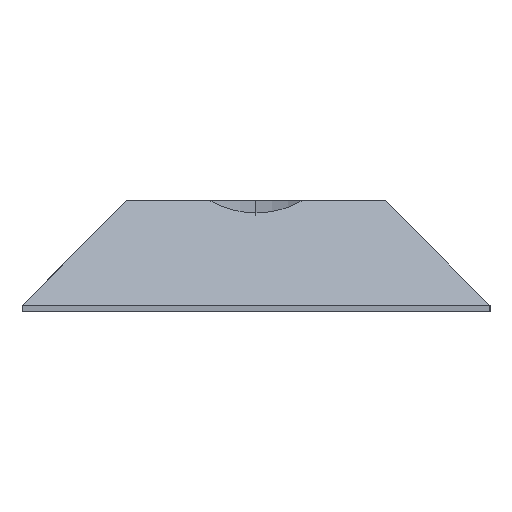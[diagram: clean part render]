
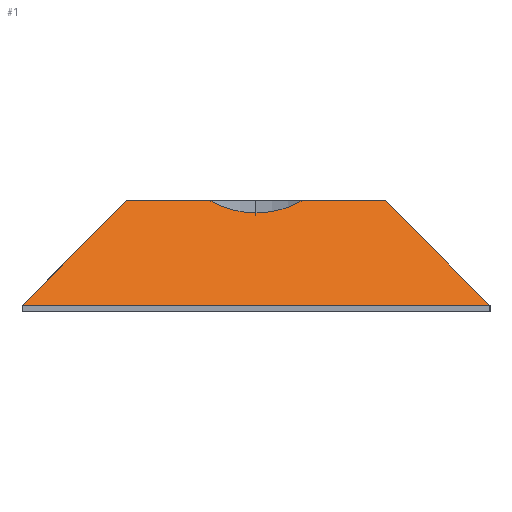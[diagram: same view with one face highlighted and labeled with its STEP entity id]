
A CAD part, left-side view. The second image highlights one B-rep face of the part: STEP entity #1.
In plain terms, the highlighted planar face has unit normal (-0.707, 0, 0.707).
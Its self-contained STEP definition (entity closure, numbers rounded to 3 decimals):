
#1 = ADVANCED_FACE ( 'NONE', ( #1556 ), #1150, .T. ) ;
#28 = AXIS2_PLACEMENT_3D ( 'NONE', #1155, #1240, #1161 ) ;
#40 = CARTESIAN_POINT ( 'NONE',  ( -20., 10.5, 9. ) ) ;
#64 = CARTESIAN_POINT ( 'NONE',  ( -13.333, 3.833, 15.667 ) ) ;
#69 = DIRECTION ( 'NONE',  ( 0.577, -0.577, 0.577 ) ) ;
#178 = VERTEX_POINT ( 'NONE', #1412 ) ;
#190 = CARTESIAN_POINT ( 'NONE',  ( -21., 0., 8. ) ) ;
#207 = DIRECTION ( 'NONE',  ( 0., 1., 0. ) ) ;
#215 = CARTESIAN_POINT ( 'NONE',  ( -28.5, 10.5, 0.5 ) ) ;
#245 = EDGE_CURVE ( 'NONE', #178, #1456, #1535, .T. ) ;
#273 = CARTESIAN_POINT ( 'NONE',  ( -28.5, 19., 0.5 ) ) ;
#346 = ORIENTED_EDGE ( 'NONE', *, *, #245, .F. ) ;
#371 = ORIENTED_EDGE ( 'NONE', *, *, #918, .F. ) ;
#382 = CARTESIAN_POINT ( 'NONE',  ( -20., -3.742, 9. ) ) ;
#384 = CARTESIAN_POINT ( 'NONE',  ( -20.659, -2.597, 8.341 ) ) ;
#408 = ORIENTED_EDGE ( 'NONE', *, *, #851, .F. ) ;
#418 = CARTESIAN_POINT ( 'NONE',  ( -21., 0., 8. ) ) ;
#420 = CARTESIAN_POINT ( 'NONE',  ( -21., -1.321, 8. ) ) ;
#430 = CARTESIAN_POINT ( 'NONE',  ( -20., 3.742, 9. ) ) ;
#506 = EDGE_LOOP ( 'NONE', ( #371, #1059, #408, #774, #1002, #346, #1071 ) ) ;
#525 = EDGE_CURVE ( 'NONE', #987, #1499, #1424, .T. ) ;
#558 = LINE ( 'NONE', #215, #1185 ) ;
#654 = EDGE_CURVE ( 'NONE', #799, #178, #696, .T. ) ;
#683 = DIRECTION ( 'NONE',  ( 0., -1., 0. ) ) ;
#696 =( BOUNDED_CURVE ( )  B_SPLINE_CURVE ( 3, ( #418, #420, #384, #382 ),
 .UNSPECIFIED., .F., .T. ) 
 B_SPLINE_CURVE_WITH_KNOTS ( ( 4, 4 ),
 ( 3.142, 3.664 ),
 .UNSPECIFIED. ) 
 CURVE ( )  GEOMETRIC_REPRESENTATION_ITEM ( )  RATIONAL_B_SPLINE_CURVE ( ( 1., 0.977, 0.977, 1. ) ) 
 REPRESENTATION_ITEM ( '' )  );
#709 = CARTESIAN_POINT ( 'NONE',  ( -21., 1.321, 8. ) ) ;
#743 = CARTESIAN_POINT ( 'NONE',  ( -20., 3.742, 9. ) ) ;
#774 = ORIENTED_EDGE ( 'NONE', *, *, #784, .F. ) ;
#777 = CARTESIAN_POINT ( 'NONE',  ( -21., 0., 8. ) ) ;
#784 = EDGE_CURVE ( 'NONE', #1343, #1306, #558, .T. ) ;
#797 = CARTESIAN_POINT ( 'NONE',  ( -20., -10.5, 9. ) ) ;
#799 = VERTEX_POINT ( 'NONE', #190 ) ;
#851 = EDGE_CURVE ( 'NONE', #1306, #987, #1120, .T. ) ;
#867 = CARTESIAN_POINT ( 'NONE',  ( -28.5, -19., 0.5 ) ) ;
#897 = DIRECTION ( 'NONE',  ( -0.577, -0.577, -0.577 ) ) ;
#906 = EDGE_CURVE ( 'NONE', #1456, #1343, #1083, .T. ) ;
#918 = EDGE_CURVE ( 'NONE', #1499, #799, #1228, .T. ) ;
#987 = VERTEX_POINT ( 'NONE', #40 ) ;
#1002 = ORIENTED_EDGE ( 'NONE', *, *, #906, .F. ) ;
#1059 = ORIENTED_EDGE ( 'NONE', *, *, #525, .F. ) ;
#1071 = ORIENTED_EDGE ( 'NONE', *, *, #654, .F. ) ;
#1083 = LINE ( 'NONE', #1347, #1085 ) ;
#1085 = VECTOR ( 'NONE', #897, 1000. ) ;
#1109 = VECTOR ( 'NONE', #69, 1000. ) ;
#1120 = LINE ( 'NONE', #64, #1109 ) ;
#1130 = CARTESIAN_POINT ( 'NONE',  ( -20., -10.5, 9. ) ) ;
#1150 = PLANE ( 'NONE',  #28 ) ;
#1155 = CARTESIAN_POINT ( 'NONE',  ( -20., 0., 9. ) ) ;
#1161 = DIRECTION ( 'NONE',  ( 0., 1., 0. ) ) ;
#1185 = VECTOR ( 'NONE', #207, 1000. ) ;
#1228 =( BOUNDED_CURVE ( )  B_SPLINE_CURVE ( 3, ( #743, #1260, #709, #777 ),
 .UNSPECIFIED., .F., .T. ) 
 B_SPLINE_CURVE_WITH_KNOTS ( ( 4, 4 ),
 ( 2.619, 3.142 ),
 .UNSPECIFIED. ) 
 CURVE ( )  GEOMETRIC_REPRESENTATION_ITEM ( )  RATIONAL_B_SPLINE_CURVE ( ( 1., 0.977, 0.977, 1. ) ) 
 REPRESENTATION_ITEM ( '' )  );
#1237 = DIRECTION ( 'NONE',  ( 0., -1., 0. ) ) ;
#1240 = DIRECTION ( 'NONE',  ( -0.707, 0., 0.707 ) ) ;
#1258 = CARTESIAN_POINT ( 'NONE',  ( -20., -10.5, 9. ) ) ;
#1260 = CARTESIAN_POINT ( 'NONE',  ( -20.659, 2.597, 8.341 ) ) ;
#1306 = VERTEX_POINT ( 'NONE', #273 ) ;
#1343 = VERTEX_POINT ( 'NONE', #867 ) ;
#1347 = CARTESIAN_POINT ( 'NONE',  ( -13.333, -3.833, 15.667 ) ) ;
#1412 = CARTESIAN_POINT ( 'NONE',  ( -20., -3.742, 9. ) ) ;
#1419 = VECTOR ( 'NONE', #683, 1000. ) ;
#1424 = LINE ( 'NONE', #797, #1419 ) ;
#1456 = VERTEX_POINT ( 'NONE', #1130 ) ;
#1499 = VERTEX_POINT ( 'NONE', #430 ) ;
#1535 = LINE ( 'NONE', #1258, #1545 ) ;
#1545 = VECTOR ( 'NONE', #1237, 1000. ) ;
#1556 = FACE_OUTER_BOUND ( 'NONE', #506, .T. ) ;
